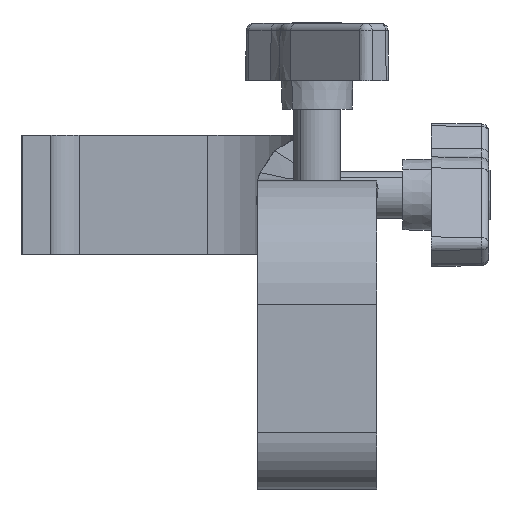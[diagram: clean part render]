
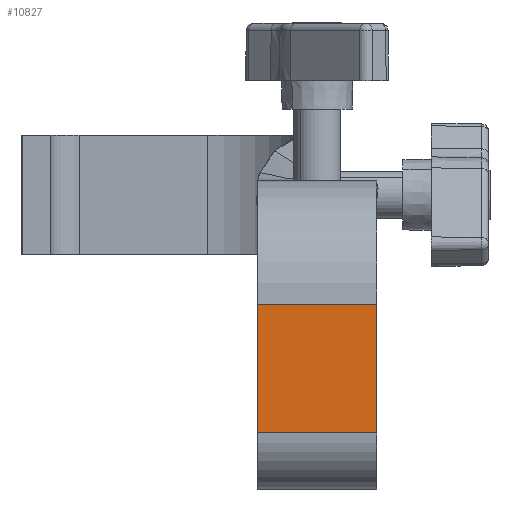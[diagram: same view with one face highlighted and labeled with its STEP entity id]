
A CAD part, front view. The second image highlights one B-rep face of the part: STEP entity #10827.
In plain terms, the highlighted planar face has unit normal (0, -1, 0).
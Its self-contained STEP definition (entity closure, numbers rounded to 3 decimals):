
#397 = CARTESIAN_POINT ( 'NONE',  ( 12.5, 0., -53. ) ) ;
#1044 = EDGE_CURVE ( 'NONE', #10804, #13931, #5097, .T. ) ;
#1614 = EDGE_CURVE ( 'NONE', #10804, #9651, #4645, .T. ) ;
#1777 = AXIS2_PLACEMENT_3D ( 'NONE', #397, #4557, #13791 ) ;
#3448 = EDGE_CURVE ( 'NONE', #9651, #13927, #14307, .T. ) ;
#3618 = DIRECTION ( 'NONE',  ( -1., 0., 0. ) ) ;
#3791 = CARTESIAN_POINT ( 'NONE',  ( 12.5, 0., -26. ) ) ;
#4290 = ORIENTED_EDGE ( 'NONE', *, *, #16433, .T. ) ;
#4556 = DIRECTION ( 'NONE',  ( -1., 0., 0. ) ) ;
#4557 = DIRECTION ( 'NONE',  ( 0., -1., 0. ) ) ;
#4643 = DIRECTION ( 'NONE',  ( 0., 0., 1. ) ) ;
#4645 = LINE ( 'NONE', #9848, #11026 ) ;
#4857 = ORIENTED_EDGE ( 'NONE', *, *, #1044, .T. ) ;
#5097 = LINE ( 'NONE', #11757, #8379 ) ;
#5209 = VECTOR ( 'NONE', #4643, 1000. ) ;
#5338 = CARTESIAN_POINT ( 'NONE',  ( 12.5, 0., -26. ) ) ;
#7063 = CARTESIAN_POINT ( 'NONE',  ( 12.5, 0., -53. ) ) ;
#7089 = VECTOR ( 'NONE', #3618, 1000. ) ;
#7839 = FACE_OUTER_BOUND ( 'NONE', #14765, .T. ) ;
#8379 = VECTOR ( 'NONE', #15737, 1000. ) ;
#8651 = CARTESIAN_POINT ( 'NONE',  ( -12.5, 0., -53. ) ) ;
#9651 = VERTEX_POINT ( 'NONE', #15484 ) ;
#9848 = CARTESIAN_POINT ( 'NONE',  ( 12.5, 0., -53. ) ) ;
#10804 = VERTEX_POINT ( 'NONE', #7063 ) ;
#10827 = ADVANCED_FACE ( 'NONE', ( #7839 ), #12454, .T. ) ;
#11026 = VECTOR ( 'NONE', #4556, 1000. ) ;
#11757 = CARTESIAN_POINT ( 'NONE',  ( 12.5, 0., -53. ) ) ;
#12454 = PLANE ( 'NONE',  #1777 ) ;
#13242 = CARTESIAN_POINT ( 'NONE',  ( -12.5, 0., -26. ) ) ;
#13713 = LINE ( 'NONE', #3791, #7089 ) ;
#13791 = DIRECTION ( 'NONE',  ( 0., 0., -1. ) ) ;
#13927 = VERTEX_POINT ( 'NONE', #13242 ) ;
#13931 = VERTEX_POINT ( 'NONE', #5338 ) ;
#14307 = LINE ( 'NONE', #8651, #5209 ) ;
#14765 = EDGE_LOOP ( 'NONE', ( #16393, #15219, #4857, #4290 ) ) ;
#15219 = ORIENTED_EDGE ( 'NONE', *, *, #1614, .F. ) ;
#15484 = CARTESIAN_POINT ( 'NONE',  ( -12.5, 0., -53. ) ) ;
#15737 = DIRECTION ( 'NONE',  ( 0., 0., 1. ) ) ;
#16393 = ORIENTED_EDGE ( 'NONE', *, *, #3448, .F. ) ;
#16433 = EDGE_CURVE ( 'NONE', #13931, #13927, #13713, .T. ) ;
